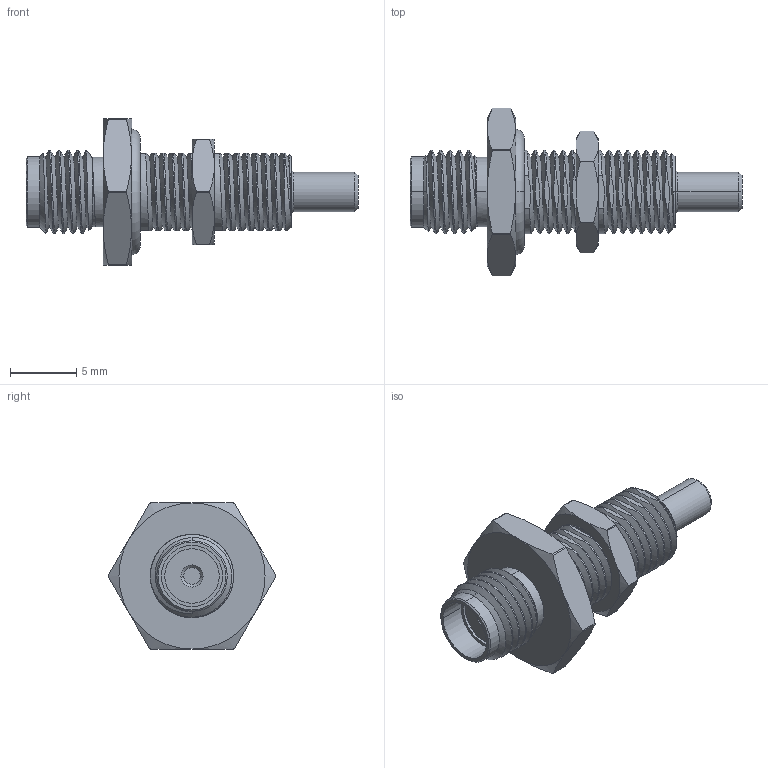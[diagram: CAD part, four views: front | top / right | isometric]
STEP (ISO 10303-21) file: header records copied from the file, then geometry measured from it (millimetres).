
FILE_DESCRIPTION((''),'2;1');
FILE_NAME('PRT0001','2021-08-15T',('1111'),(''),'PRO/ENGINEER BY PARAMETRIC TECHNOLOGY CORPORATION, 2012090','PRO/ENGINEER BY PARAMETRIC TECHNOLOGY CORPORATION, 2012090','');
FILE_SCHEMA(('CONFIG_CONTROL_DESIGN'));
Length unit declared in the file: millimetre
Products named in the file (1): PRT0001
Bounding box: 25 x 12.64 x 11 mm (x, y, z)
Volume: 753.2 mm3; surface area: 948 mm2
Topology: 1 solids, 1 shells, 169 faces, 445 edges, 287 vertices
Faces by surface type: cylinder 60, plane 56, cone 38, bspline 13, torus 2
Entity records: 9762 total; most frequent: CARTESIAN_POINT 5902, ORIENTED_EDGE 890, DIRECTION 653, EDGE_CURVE 445, VERTEX_POINT 287, AXIS2_PLACEMENT_3D 253, B_SPLINE_CURVE_WITH_KNOTS 201, EDGE_LOOP 178
